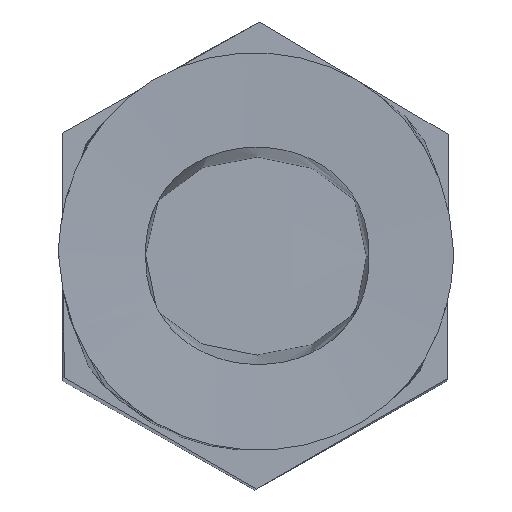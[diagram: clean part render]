
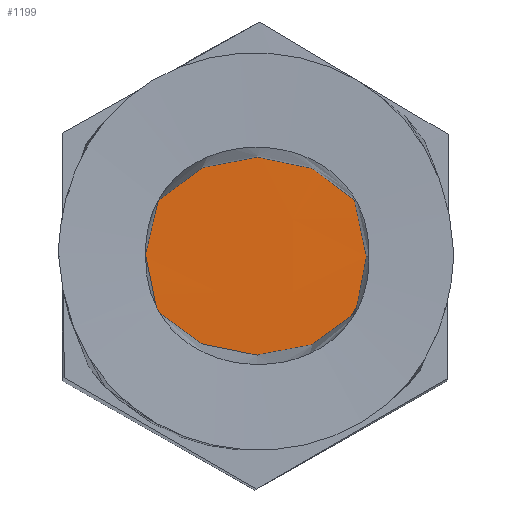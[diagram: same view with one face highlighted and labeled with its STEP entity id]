
A CAD part, top view. The second image highlights one B-rep face of the part: STEP entity #1199.
In plain terms, the highlighted free-form (B-spline) face has degree [3, 3] with [4, 4] control points.
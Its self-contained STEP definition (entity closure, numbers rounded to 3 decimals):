
#1130 = B_SPLINE_SURFACE_WITH_KNOTS('',3,3,(
    (#1131,#1132,#1133,#1134)
    ,(#1135,#1136,#1137,#1138)
    ,(#1139,#1140,#1141,#1142)
    ,(#1143,#1144,#1145,#1146
    )),.UNSPECIFIED.,.F.,.F.,.F.,(4,4),(4,4),(0.,1.),(0.,1.),
  .PIECEWISE_BEZIER_KNOTS.);
#1131 = CARTESIAN_POINT('',(0.177,-0.029,
    0.992));
#1132 = CARTESIAN_POINT('',(0.178,-0.032,
    0.844));
#1133 = CARTESIAN_POINT('',(0.175,-0.03,
    0.7));
#1134 = CARTESIAN_POINT('',(0.176,-0.036,
    0.553));
#1135 = CARTESIAN_POINT('',(0.185,0.203,0.992
    ));
#1136 = CARTESIAN_POINT('',(0.183,0.207,0.848
    ));
#1137 = CARTESIAN_POINT('',(0.183,0.195,0.698
    ));
#1138 = CARTESIAN_POINT('',(0.183,0.202,0.557
    ));
#1139 = CARTESIAN_POINT('',(-0.187,0.203,
    0.994));
#1140 = CARTESIAN_POINT('',(-0.184,0.197,
    0.847));
#1141 = CARTESIAN_POINT('',(-0.184,0.203,
    0.703));
#1142 = CARTESIAN_POINT('',(-0.186,0.198,
    0.553));
#1143 = CARTESIAN_POINT('',(-0.176,-0.031,
    0.994));
#1144 = CARTESIAN_POINT('',(-0.177,-0.031,
    0.849));
#1145 = CARTESIAN_POINT('',(-0.178,-0.034,
    0.7));
#1146 = CARTESIAN_POINT('',(-0.177,-0.035,
    0.557));
#1173 = B_SPLINE_SURFACE_WITH_KNOTS('',3,3,(
    (#1174,#1175,#1176,#1177)
    ,(#1178,#1179,#1180,#1181)
    ,(#1182,#1183,#1184,#1185)
    ,(#1186,#1187,#1188,#1189
    )),.UNSPECIFIED.,.F.,.F.,.F.,(4,4),(4,4),(0.,1.),(0.,1.),
  .PIECEWISE_BEZIER_KNOTS.);
#1174 = CARTESIAN_POINT('',(-0.179,0.034,
    0.994));
#1175 = CARTESIAN_POINT('',(-0.182,0.034,
    0.847));
#1176 = CARTESIAN_POINT('',(-0.184,0.035,
    0.699));
#1177 = CARTESIAN_POINT('',(-0.183,0.035,
    0.553));
#1178 = CARTESIAN_POINT('',(-0.186,-0.2,
    0.995));
#1179 = CARTESIAN_POINT('',(-0.186,-0.2,
    0.848));
#1180 = CARTESIAN_POINT('',(-0.187,-0.201,
    0.701));
#1181 = CARTESIAN_POINT('',(-0.19,-0.2,
    0.555));
#1182 = CARTESIAN_POINT('',(0.188,-0.205,
    0.993));
#1183 = CARTESIAN_POINT('',(0.188,-0.205,0.847)
  );
#1184 = CARTESIAN_POINT('',(0.184,-0.204,
    0.701));
#1185 = CARTESIAN_POINT('',(0.185,-0.207,0.554)
  );
#1186 = CARTESIAN_POINT('',(0.184,0.031,
    0.993));
#1187 = CARTESIAN_POINT('',(0.182,0.032,
    0.846));
#1188 = CARTESIAN_POINT('',(0.18,0.031,
    0.701));
#1189 = CARTESIAN_POINT('',(0.18,0.034,
    0.553));
#1199 = ADVANCED_FACE('',(#1200),#1215,.T.);
#1200 = FACE_BOUND('',#1201,.T.);
#1201 = EDGE_LOOP('',(#1202,#1250));
#1202 = ORIENTED_EDGE('',*,*,#1203,.T.);
#1203 = EDGE_CURVE('',#1204,#1206,#1208,.T.);
#1204 = VERTEX_POINT('',#1205);
#1205 = CARTESIAN_POINT('',(-0.161,-0.001,
    0.556));
#1206 = VERTEX_POINT('',#1207);
#1207 = CARTESIAN_POINT('',(0.158,-0.001,
    0.555));
#1208 = SURFACE_CURVE('',#1209,(#1214,#1240),.PCURVE_S1.);
#1209 = B_SPLINE_CURVE_WITH_KNOTS('',3,(#1210,#1211,#1212,#1213),
  .UNSPECIFIED.,.F.,.F.,(4,4),(0.,1.),.PIECEWISE_BEZIER_KNOTS.);
#1210 = CARTESIAN_POINT('',(-0.161,-0.001,
    0.556));
#1211 = CARTESIAN_POINT('',(-0.164,-0.209,
    0.557));
#1212 = CARTESIAN_POINT('',(0.163,-0.208,0.553)
  );
#1213 = CARTESIAN_POINT('',(0.158,-0.001,
    0.555));
#1214 = PCURVE('',#1215,#1232);
#1215 = B_SPLINE_SURFACE_WITH_KNOTS('',3,3,(
    (#1216,#1217,#1218,#1219)
    ,(#1220,#1221,#1222,#1223)
    ,(#1224,#1225,#1226,#1227)
    ,(#1228,#1229,#1230,#1231
    )),.UNSPECIFIED.,.F.,.F.,.F.,(4,4),(4,4),(0.,1.),(0.,1.),
  .PIECEWISE_BEZIER_KNOTS.);
#1216 = CARTESIAN_POINT('',(-0.168,-0.159,
    0.555));
#1217 = CARTESIAN_POINT('',(-0.168,-0.049,
    0.556));
#1218 = CARTESIAN_POINT('',(-0.168,0.059,
    0.555));
#1219 = CARTESIAN_POINT('',(-0.167,0.169,0.556
    ));
#1220 = CARTESIAN_POINT('',(-0.059,-0.158,
    0.555));
#1221 = CARTESIAN_POINT('',(-0.058,-0.05,
    0.557));
#1222 = CARTESIAN_POINT('',(-0.057,0.062,
    0.555));
#1223 = CARTESIAN_POINT('',(-0.058,0.17,
    0.556));
#1224 = CARTESIAN_POINT('',(0.052,-0.158,
    0.556));
#1225 = CARTESIAN_POINT('',(0.052,-0.048,
    0.556));
#1226 = CARTESIAN_POINT('',(0.052,0.06,
    0.557));
#1227 = CARTESIAN_POINT('',(0.053,0.171,
    0.556));
#1228 = CARTESIAN_POINT('',(0.162,-0.158,
    0.554));
#1229 = CARTESIAN_POINT('',(0.162,-0.048,
    0.556));
#1230 = CARTESIAN_POINT('',(0.162,0.061,
    0.556));
#1231 = CARTESIAN_POINT('',(0.162,0.171,0.555
    ));
#1232 = DEFINITIONAL_REPRESENTATION('',(#1233),#1239);
#1233 = B_SPLINE_CURVE_WITH_KNOTS('',4,(#1234,#1235,#1236,#1237,#1238),
  .UNSPECIFIED.,.F.,.F.,(5,5),(0.,1.),.PIECEWISE_BEZIER_KNOTS.);
#1234 = CARTESIAN_POINT('',(0.02,0.481));
#1235 = CARTESIAN_POINT('',(0.013,0.004));
#1236 = CARTESIAN_POINT('',(0.509,-0.156));
#1237 = CARTESIAN_POINT('',(0.996,0.004));
#1238 = CARTESIAN_POINT('',(0.987,0.478));
#1239 = ( GEOMETRIC_REPRESENTATION_CONTEXT(2) 
PARAMETRIC_REPRESENTATION_CONTEXT() REPRESENTATION_CONTEXT('2D SPACE',''
  ) );
#1240 = PCURVE('',#1173,#1241);
#1241 = DEFINITIONAL_REPRESENTATION('',(#1242),#1249);
#1242 = B_SPLINE_CURVE_WITH_KNOTS('',5,(#1243,#1244,#1245,#1246,#1247,
    #1248),.UNSPECIFIED.,.F.,.F.,(6,6),(0.,1.),
  .PIECEWISE_BEZIER_KNOTS.);
#1243 = CARTESIAN_POINT('',(0.059,0.995));
#1244 = CARTESIAN_POINT('',(0.256,0.995));
#1245 = CARTESIAN_POINT('',(0.459,0.995));
#1246 = CARTESIAN_POINT('',(0.543,0.995));
#1247 = CARTESIAN_POINT('',(0.752,0.995));
#1248 = CARTESIAN_POINT('',(0.944,0.995));
#1249 = ( GEOMETRIC_REPRESENTATION_CONTEXT(2) 
PARAMETRIC_REPRESENTATION_CONTEXT() REPRESENTATION_CONTEXT('2D SPACE',''
  ) );
#1250 = ORIENTED_EDGE('',*,*,#1251,.T.);
#1251 = EDGE_CURVE('',#1206,#1204,#1252,.T.);
#1252 = SURFACE_CURVE('',#1253,(#1258,#1267),.PCURVE_S1.);
#1253 = B_SPLINE_CURVE_WITH_KNOTS('',3,(#1254,#1255,#1256,#1257),
  .UNSPECIFIED.,.F.,.F.,(4,4),(0.,1.),.PIECEWISE_BEZIER_KNOTS.);
#1254 = CARTESIAN_POINT('',(0.158,-0.001,
    0.555));
#1255 = CARTESIAN_POINT('',(0.164,0.209,0.556
    ));
#1256 = CARTESIAN_POINT('',(-0.167,0.209,0.556
    ));
#1257 = CARTESIAN_POINT('',(-0.161,-0.001,
    0.556));
#1258 = PCURVE('',#1215,#1259);
#1259 = DEFINITIONAL_REPRESENTATION('',(#1260),#1266);
#1260 = B_SPLINE_CURVE_WITH_KNOTS('',4,(#1261,#1262,#1263,#1264,#1265),
  .UNSPECIFIED.,.F.,.F.,(5,5),(0.,1.),.PIECEWISE_BEZIER_KNOTS.);
#1261 = CARTESIAN_POINT('',(0.987,0.478));
#1262 = CARTESIAN_POINT('',(1.002,0.958));
#1263 = CARTESIAN_POINT('',(0.503,1.117));
#1264 = CARTESIAN_POINT('',(0.005,0.964));
#1265 = CARTESIAN_POINT('',(0.02,0.481));
#1266 = ( GEOMETRIC_REPRESENTATION_CONTEXT(2) 
PARAMETRIC_REPRESENTATION_CONTEXT() REPRESENTATION_CONTEXT('2D SPACE',''
  ) );
#1267 = PCURVE('',#1130,#1268);
#1268 = DEFINITIONAL_REPRESENTATION('',(#1269),#1276);
#1269 = B_SPLINE_CURVE_WITH_KNOTS('',5,(#1270,#1271,#1272,#1273,#1274,
    #1275),.UNSPECIFIED.,.F.,.F.,(6,6),(0.,1.),
  .PIECEWISE_BEZIER_KNOTS.);
#1270 = CARTESIAN_POINT('',(0.056,0.995));
#1271 = CARTESIAN_POINT('',(0.253,0.996));
#1272 = CARTESIAN_POINT('',(0.451,0.998));
#1273 = CARTESIAN_POINT('',(0.553,0.998));
#1274 = CARTESIAN_POINT('',(0.745,1.));
#1275 = CARTESIAN_POINT('',(0.945,1.001));
#1276 = ( GEOMETRIC_REPRESENTATION_CONTEXT(2) 
PARAMETRIC_REPRESENTATION_CONTEXT() REPRESENTATION_CONTEXT('2D SPACE',''
  ) );
